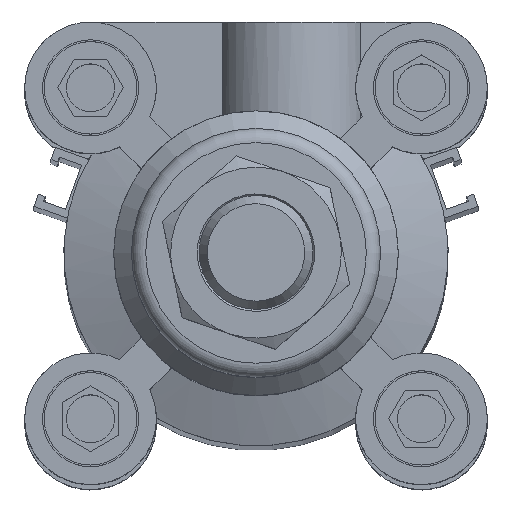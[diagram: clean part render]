
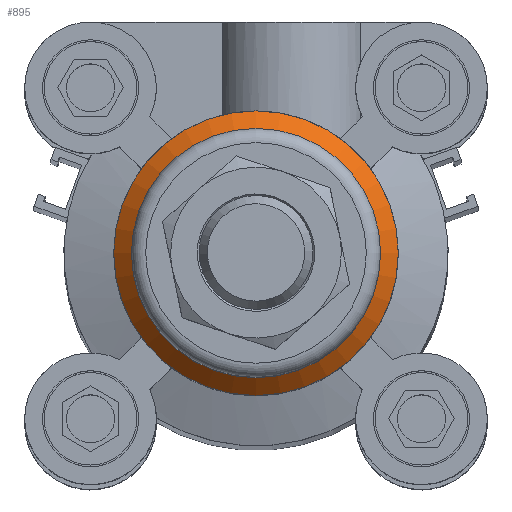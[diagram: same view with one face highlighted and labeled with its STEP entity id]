
A CAD part, top view. The second image highlights one B-rep face of the part: STEP entity #895.
In plain terms, the highlighted conical face has half-angle 45 degrees and reference radius 18.75 mm.
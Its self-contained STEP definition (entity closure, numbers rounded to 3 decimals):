
#895 = ADVANCED_FACE( '', ( #1886, #1887 ), #1888, .T. );
#1886 = FACE_BOUND( '', #2948, .T. );
#1887 = FACE_OUTER_BOUND( '', #2949, .T. );
#1888 = CONICAL_SURFACE( '', #2950, 18.75, 0.785 );
#2948 = EDGE_LOOP( '', ( #5258 ) );
#2949 = EDGE_LOOP( '', ( #5259 ) );
#2950 = AXIS2_PLACEMENT_3D( '', #5260, #5261, #5262 );
#5258 = ORIENTED_EDGE( '', *, *, #6809, .F. );
#5259 = ORIENTED_EDGE( '', *, *, #6784, .T. );
#5260 = CARTESIAN_POINT( '', ( 0., 37.25, 0. ) );
#5261 = DIRECTION( '', ( 0., -1., 0. ) );
#5262 = DIRECTION( '', ( -1., 0., 0. ) );
#6784 = EDGE_CURVE( '', #8294, #8294, #8295, .T. );
#6809 = EDGE_CURVE( '', #8326, #8326, #8327, .T. );
#8294 = VERTEX_POINT( '', #10701 );
#8295 = CIRCLE( '', #10702, 20. );
#8326 = VERTEX_POINT( '', #10741 );
#8327 = CIRCLE( '', #10742, 17.5 );
#10701 = CARTESIAN_POINT( '', ( -20., 36., 0. ) );
#10702 = AXIS2_PLACEMENT_3D( '', #11927, #11928, #11929 );
#10741 = CARTESIAN_POINT( '', ( -17.5, 38.5, 0. ) );
#10742 = AXIS2_PLACEMENT_3D( '', #11950, #11951, #11952 );
#11927 = CARTESIAN_POINT( '', ( 0., 36., 0. ) );
#11928 = DIRECTION( '', ( 0., 1., 0. ) );
#11929 = DIRECTION( '', ( -1., 0., 0. ) );
#11950 = CARTESIAN_POINT( '', ( 0., 38.5, 0. ) );
#11951 = DIRECTION( '', ( 0., 1., 0. ) );
#11952 = DIRECTION( '', ( -1., 0., 0. ) );
